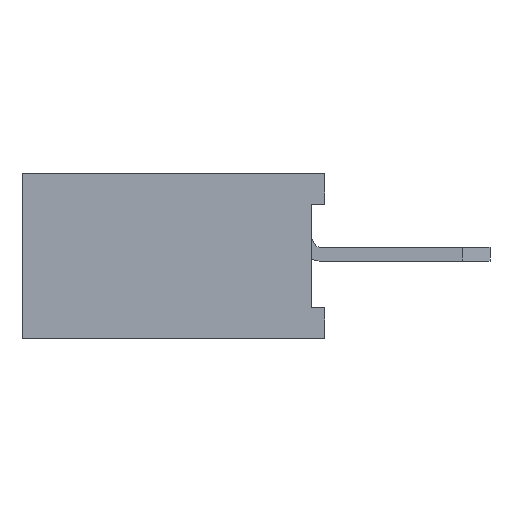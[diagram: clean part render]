
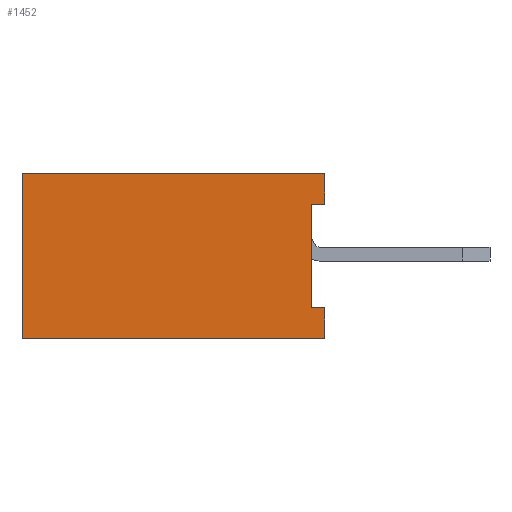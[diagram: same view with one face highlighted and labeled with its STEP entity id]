
A CAD part, left-side view. The second image highlights one B-rep face of the part: STEP entity #1452.
In plain terms, the highlighted planar face has unit normal (-1, 0, 0).
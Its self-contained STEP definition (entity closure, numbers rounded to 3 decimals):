
#96 = LINE ( 'NONE', #9570, #14905 ) ;
#238 = EDGE_CURVE ( 'NONE', #13979, #3278, #13334, .T. ) ;
#268 = VECTOR ( 'NONE', #8159, 1000. ) ;
#508 = EDGE_CURVE ( 'NONE', #3278, #12432, #15079, .T. ) ;
#843 = LINE ( 'NONE', #2615, #12942 ) ;
#860 = CARTESIAN_POINT ( 'NONE',  ( -1.12, -1.043, -0.45 ) ) ;
#936 = CARTESIAN_POINT ( 'NONE',  ( -1.12, 3.157, 0. ) ) ;
#1000 = VECTOR ( 'NONE', #9560, 1000. ) ;
#1017 = LINE ( 'NONE', #860, #7244 ) ;
#1452 = ADVANCED_FACE ( 'NONE', ( #13807 ), #9206, .T. ) ;
#1691 = CARTESIAN_POINT ( 'NONE',  ( -1.12, -1.243, 0. ) ) ;
#2191 = ORIENTED_EDGE ( 'NONE', *, *, #4787, .F. ) ;
#2299 = DIRECTION ( 'NONE',  ( 0., 0., 1. ) ) ;
#2402 = ORIENTED_EDGE ( 'NONE', *, *, #11825, .T. ) ;
#2615 = CARTESIAN_POINT ( 'NONE',  ( -1.12, -1.243, 0. ) ) ;
#2950 = VERTEX_POINT ( 'NONE', #936 ) ;
#3165 = VERTEX_POINT ( 'NONE', #8408 ) ;
#3278 = VERTEX_POINT ( 'NONE', #6939 ) ;
#3387 = VERTEX_POINT ( 'NONE', #10744 ) ;
#3588 = ORIENTED_EDGE ( 'NONE', *, *, #238, .T. ) ;
#3607 = ORIENTED_EDGE ( 'NONE', *, *, #7119, .T. ) ;
#3660 = VERTEX_POINT ( 'NONE', #1691 ) ;
#3942 = DIRECTION ( 'NONE',  ( 0., 0., -1. ) ) ;
#4025 = EDGE_CURVE ( 'NONE', #14565, #3660, #843, .T. ) ;
#4105 = LINE ( 'NONE', #9692, #1000 ) ;
#4536 = DIRECTION ( 'NONE',  ( -1., 0., 0. ) ) ;
#4787 = EDGE_CURVE ( 'NONE', #2950, #3660, #4105, .T. ) ;
#4877 = ORIENTED_EDGE ( 'NONE', *, *, #4025, .T. ) ;
#5413 = EDGE_LOOP ( 'NONE', ( #7029, #3607, #2402, #3588, #14583, #10649, #4877, #2191 ) ) ;
#5423 = CARTESIAN_POINT ( 'NONE',  ( -1.12, -1.243, -1.95 ) ) ;
#5503 = CARTESIAN_POINT ( 'NONE',  ( -1.12, -1.243, -1.95 ) ) ;
#5560 = DIRECTION ( 'NONE',  ( 0., 1., 0. ) ) ;
#6939 = CARTESIAN_POINT ( 'NONE',  ( -1.12, -1.043, -1.95 ) ) ;
#7029 = ORIENTED_EDGE ( 'NONE', *, *, #12605, .T. ) ;
#7119 = EDGE_CURVE ( 'NONE', #3165, #3387, #14419, .T. ) ;
#7244 = VECTOR ( 'NONE', #8997, 1000. ) ;
#7795 = DIRECTION ( 'NONE',  ( 0., 0., 1. ) ) ;
#7878 = AXIS2_PLACEMENT_3D ( 'NONE', #8042, #4536, #7795 ) ;
#8042 = CARTESIAN_POINT ( 'NONE',  ( -1.12, -3.643, -3.644 ) ) ;
#8159 = DIRECTION ( 'NONE',  ( 0., 0., 1. ) ) ;
#8174 = CARTESIAN_POINT ( 'NONE',  ( -1.12, -1.043, -3.644 ) ) ;
#8408 = CARTESIAN_POINT ( 'NONE',  ( -1.12, 3.157, -2.4 ) ) ;
#8997 = DIRECTION ( 'NONE',  ( 0., -1., 0. ) ) ;
#9206 = PLANE ( 'NONE',  #7878 ) ;
#9560 = DIRECTION ( 'NONE',  ( 0., -1., 0. ) ) ;
#9570 = CARTESIAN_POINT ( 'NONE',  ( -1.12, -1.243, -3.644 ) ) ;
#9692 = CARTESIAN_POINT ( 'NONE',  ( -1.12, -1.243, 0. ) ) ;
#9742 = CARTESIAN_POINT ( 'NONE',  ( -1.12, 3.157, -3.644 ) ) ;
#10484 = LINE ( 'NONE', #9742, #13659 ) ;
#10649 = ORIENTED_EDGE ( 'NONE', *, *, #12729, .T. ) ;
#10744 = CARTESIAN_POINT ( 'NONE',  ( -1.12, -1.243, -2.4 ) ) ;
#11173 = CARTESIAN_POINT ( 'NONE',  ( -1.12, -1.243, -0.45 ) ) ;
#11198 = DIRECTION ( 'NONE',  ( 0., -1., 0. ) ) ;
#11211 = CARTESIAN_POINT ( 'NONE',  ( -1.12, -3.643, -2.4 ) ) ;
#11752 = CARTESIAN_POINT ( 'NONE',  ( -1.12, -1.043, -0.45 ) ) ;
#11825 = EDGE_CURVE ( 'NONE', #3387, #13979, #96, .T. ) ;
#12432 = VERTEX_POINT ( 'NONE', #11752 ) ;
#12605 = EDGE_CURVE ( 'NONE', #2950, #3165, #10484, .T. ) ;
#12729 = EDGE_CURVE ( 'NONE', #12432, #14565, #1017, .T. ) ;
#12942 = VECTOR ( 'NONE', #2299, 1000. ) ;
#13334 = LINE ( 'NONE', #5503, #13682 ) ;
#13659 = VECTOR ( 'NONE', #3942, 1000. ) ;
#13682 = VECTOR ( 'NONE', #5560, 1000. ) ;
#13807 = FACE_OUTER_BOUND ( 'NONE', #5413, .T. ) ;
#13979 = VERTEX_POINT ( 'NONE', #5423 ) ;
#14259 = DIRECTION ( 'NONE',  ( 0., 0., 1. ) ) ;
#14419 = LINE ( 'NONE', #11211, #14765 ) ;
#14565 = VERTEX_POINT ( 'NONE', #11173 ) ;
#14583 = ORIENTED_EDGE ( 'NONE', *, *, #508, .T. ) ;
#14765 = VECTOR ( 'NONE', #11198, 1000. ) ;
#14905 = VECTOR ( 'NONE', #14259, 1000. ) ;
#15079 = LINE ( 'NONE', #8174, #268 ) ;
